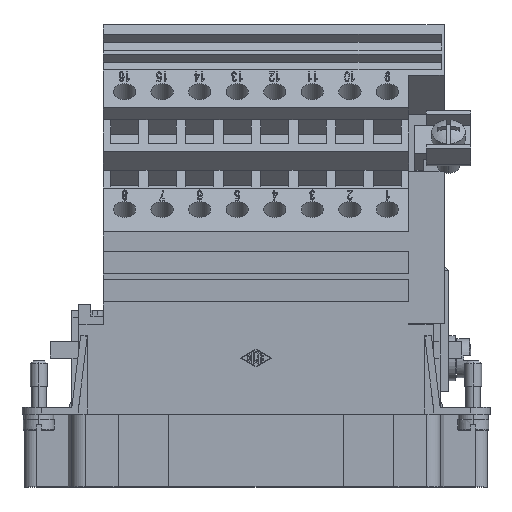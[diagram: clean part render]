
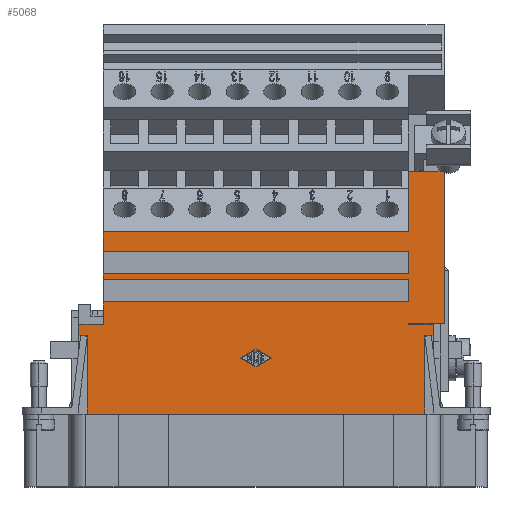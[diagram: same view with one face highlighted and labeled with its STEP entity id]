
A CAD part, top view. The second image highlights one B-rep face of the part: STEP entity #5068.
In plain terms, the highlighted planar face has unit normal (0, 0, 1).
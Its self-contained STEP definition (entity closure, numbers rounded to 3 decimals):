
#4066=CARTESIAN_POINT('',(-2.709,10.0,17.0));
#4067=VERTEX_POINT('',#4066);
#4074=CARTESIAN_POINT('',(0.,8.438,17.0));
#4075=VERTEX_POINT('',#4074);
#4076=CARTESIAN_POINT('',(0.,8.438,17.0));
#4077=DIRECTION('',(-0.866,0.5,0.0));
#4078=VECTOR('',#4077,3.127);
#4079=LINE('',#4076,#4078);
#4080=EDGE_CURVE('',#4075,#4067,#4079,.T.);
#4104=CARTESIAN_POINT('',(0.,11.562,17.0));
#4105=VERTEX_POINT('',#4104);
#4112=CARTESIAN_POINT('',(-2.709,10.0,17.0));
#4113=DIRECTION('',(0.866,0.5,0.0));
#4114=VECTOR('',#4113,3.127);
#4115=LINE('',#4112,#4114);
#4116=EDGE_CURVE('',#4067,#4105,#4115,.T.);
#4135=CARTESIAN_POINT('',(2.709,10.0,17.0));
#4136=VERTEX_POINT('',#4135);
#4143=CARTESIAN_POINT('',(0.,11.562,17.0));
#4144=DIRECTION('',(0.866,-0.5,0.0));
#4145=VECTOR('',#4144,3.127);
#4146=LINE('',#4143,#4145);
#4147=EDGE_CURVE('',#4105,#4136,#4146,.T.);
#4165=CARTESIAN_POINT('',(2.709,10.0,17.0));
#4166=DIRECTION('',(-0.866,-0.5,0.0));
#4167=VECTOR('',#4166,3.127);
#4168=LINE('',#4165,#4167);
#4169=EDGE_CURVE('',#4136,#4075,#4168,.T.);
#4831=CARTESIAN_POINT('',(-27.25,0.0,17.0));
#4832=DIRECTION('',(0.0,0.0,1.0));
#4833=DIRECTION('',(1.0,0.0,0.0));
#4834=AXIS2_PLACEMENT_3D('',#4831,#4832,#4833);
#4835=PLANE('',#4834);
#4836=CARTESIAN_POINT('',(-27.25,24.0,17.0));
#4837=VERTEX_POINT('',#4836);
#4838=CARTESIAN_POINT('',(27.25,24.0,17.0));
#4839=VERTEX_POINT('',#4838);
#4840=CARTESIAN_POINT('',(-27.25,24.0,17.0));
#4841=DIRECTION('',(1.0,0.0,0.0));
#4842=VECTOR('',#4841,54.5);
#4843=LINE('',#4840,#4842);
#4844=EDGE_CURVE('',#4837,#4839,#4843,.T.);
#4845=ORIENTED_EDGE('',*,*,#4844,.T.);
#4846=CARTESIAN_POINT('',(27.25,20.0,17.0));
#4847=VERTEX_POINT('',#4846);
#4848=CARTESIAN_POINT('',(27.25,24.0,17.0));
#4849=DIRECTION('',(0.0,-1.0,0.0));
#4850=VECTOR('',#4849,4.0);
#4851=LINE('',#4848,#4850);
#4852=EDGE_CURVE('',#4839,#4847,#4851,.T.);
#4853=ORIENTED_EDGE('',*,*,#4852,.T.);
#4854=CARTESIAN_POINT('',(-27.25,20.0,17.0));
#4855=VERTEX_POINT('',#4854);
#4856=CARTESIAN_POINT('',(27.25,20.0,17.0));
#4857=DIRECTION('',(-1.0,0.0,0.0));
#4858=VECTOR('',#4857,54.5);
#4859=LINE('',#4856,#4858);
#4860=EDGE_CURVE('',#4847,#4855,#4859,.T.);
#4861=ORIENTED_EDGE('',*,*,#4860,.T.);
#4862=CARTESIAN_POINT('',(-27.25,16.0,17.0));
#4863=VERTEX_POINT('',#4862);
#4864=CARTESIAN_POINT('',(-27.25,16.0,17.0));
#4865=DIRECTION('',(0.0,1.0,0.0));
#4866=VECTOR('',#4865,4.0);
#4867=LINE('',#4864,#4866);
#4868=EDGE_CURVE('',#4863,#4855,#4867,.T.);
#4869=ORIENTED_EDGE('',*,*,#4868,.F.);
#4870=CARTESIAN_POINT('',(-31.6,16.0,17.));
#4871=VERTEX_POINT('',#4870);
#4872=CARTESIAN_POINT('',(-27.25,16.0,17.0));
#4873=DIRECTION('',(-1.0,0.0,0.0));
#4874=VECTOR('',#4873,4.35);
#4875=LINE('',#4872,#4874);
#4876=EDGE_CURVE('',#4863,#4871,#4875,.T.);
#4877=ORIENTED_EDGE('',*,*,#4876,.T.);
#4878=CARTESIAN_POINT('',(-31.6,14.,17.));
#4879=VERTEX_POINT('',#4878);
#4880=CARTESIAN_POINT('',(-31.6,14.,17.));
#4881=DIRECTION('',(0.0,1.0,0.0));
#4882=VECTOR('',#4881,2.);
#4883=LINE('',#4880,#4882);
#4884=EDGE_CURVE('',#4879,#4871,#4883,.T.);
#4885=ORIENTED_EDGE('',*,*,#4884,.F.);
#4886=CARTESIAN_POINT('',(-31.291,14.,17.0));
#4887=VERTEX_POINT('',#4886);
#4888=CARTESIAN_POINT('',(-31.6,14.,17.));
#4889=DIRECTION('',(1.0,0.0,0.0));
#4890=VECTOR('',#4889,0.309);
#4891=LINE('',#4888,#4890);
#4892=EDGE_CURVE('',#4879,#4887,#4891,.T.);
#4893=ORIENTED_EDGE('',*,*,#4892,.T.);
#4894=CARTESIAN_POINT('',(-30.1,14.,17.0));
#4895=VERTEX_POINT('',#4894);
#4896=CARTESIAN_POINT('',(-31.291,14.,17.0));
#4897=DIRECTION('',(1.0,0.0,0.0));
#4898=VECTOR('',#4897,1.191);
#4899=LINE('',#4896,#4898);
#4900=EDGE_CURVE('',#4887,#4895,#4899,.T.);
#4901=ORIENTED_EDGE('',*,*,#4900,.T.);
#4902=CARTESIAN_POINT('',(-30.1,13.854,17.0));
#4903=VERTEX_POINT('',#4902);
#4904=CARTESIAN_POINT('',(-30.1,14.,17.0));
#4905=DIRECTION('',(0.0,-1.0,0.0));
#4906=VECTOR('',#4905,0.146);
#4907=LINE('',#4904,#4906);
#4908=EDGE_CURVE('',#4895,#4903,#4907,.T.);
#4909=ORIENTED_EDGE('',*,*,#4908,.T.);
#4910=CARTESIAN_POINT('',(-30.1,0.0,17.0));
#4911=VERTEX_POINT('',#4910);
#4912=CARTESIAN_POINT('',(-30.1,13.854,17.0));
#4913=DIRECTION('',(0.0,-1.0,0.0));
#4914=VECTOR('',#4913,13.854);
#4915=LINE('',#4912,#4914);
#4916=EDGE_CURVE('',#4903,#4911,#4915,.T.);
#4917=ORIENTED_EDGE('',*,*,#4916,.T.);
#4918=CARTESIAN_POINT('',(30.1,0.0,17.0));
#4919=VERTEX_POINT('',#4918);
#4920=CARTESIAN_POINT('',(30.1,0.0,17.0));
#4921=DIRECTION('',(-1.0,0.0,0.0));
#4922=VECTOR('',#4921,60.2);
#4923=LINE('',#4920,#4922);
#4924=EDGE_CURVE('',#4919,#4911,#4923,.T.);
#4925=ORIENTED_EDGE('',*,*,#4924,.F.);
#4926=CARTESIAN_POINT('',(30.1,13.854,17.0));
#4927=VERTEX_POINT('',#4926);
#4928=CARTESIAN_POINT('',(30.1,0.0,17.0));
#4929=DIRECTION('',(0.0,1.0,0.0));
#4930=VECTOR('',#4929,13.854);
#4931=LINE('',#4928,#4930);
#4932=EDGE_CURVE('',#4919,#4927,#4931,.T.);
#4933=ORIENTED_EDGE('',*,*,#4932,.T.);
#4934=CARTESIAN_POINT('',(30.1,14.,17.0));
#4935=VERTEX_POINT('',#4934);
#4936=CARTESIAN_POINT('',(30.1,13.854,17.0));
#4937=DIRECTION('',(0.0,1.0,0.0));
#4938=VECTOR('',#4937,0.146);
#4939=LINE('',#4936,#4938);
#4940=EDGE_CURVE('',#4927,#4935,#4939,.T.);
#4941=ORIENTED_EDGE('',*,*,#4940,.T.);
#4942=CARTESIAN_POINT('',(31.291,14.,17.0));
#4943=VERTEX_POINT('',#4942);
#4944=CARTESIAN_POINT('',(30.1,14.,17.0));
#4945=DIRECTION('',(1.0,0.0,0.0));
#4946=VECTOR('',#4945,1.191);
#4947=LINE('',#4944,#4946);
#4948=EDGE_CURVE('',#4935,#4943,#4947,.T.);
#4949=ORIENTED_EDGE('',*,*,#4948,.T.);
#4950=CARTESIAN_POINT('',(31.6,14.,17.));
#4951=VERTEX_POINT('',#4950);
#4952=CARTESIAN_POINT('',(31.291,14.,17.0));
#4953=DIRECTION('',(1.0,0.0,0.0));
#4954=VECTOR('',#4953,0.309);
#4955=LINE('',#4952,#4954);
#4956=EDGE_CURVE('',#4943,#4951,#4955,.T.);
#4957=ORIENTED_EDGE('',*,*,#4956,.T.);
#4958=CARTESIAN_POINT('',(31.6,16.0,17.0));
#4959=VERTEX_POINT('',#4958);
#4960=CARTESIAN_POINT('',(31.6,14.,17.));
#4961=DIRECTION('',(0.0,1.0,0.0));
#4962=VECTOR('',#4961,2.);
#4963=LINE('',#4960,#4962);
#4964=EDGE_CURVE('',#4951,#4959,#4963,.T.);
#4965=ORIENTED_EDGE('',*,*,#4964,.T.);
#4966=CARTESIAN_POINT('',(27.25,16.0,17.0));
#4967=VERTEX_POINT('',#4966);
#4968=CARTESIAN_POINT('',(31.6,16.0,17.0));
#4969=DIRECTION('',(-1.0,0.0,0.0));
#4970=VECTOR('',#4969,4.35);
#4971=LINE('',#4968,#4970);
#4972=EDGE_CURVE('',#4959,#4967,#4971,.T.);
#4973=ORIENTED_EDGE('',*,*,#4972,.T.);
#4974=CARTESIAN_POINT('',(27.25,16.2,17.0));
#4975=VERTEX_POINT('',#4974);
#4976=CARTESIAN_POINT('',(27.25,16.2,17.0));
#4977=DIRECTION('',(0.0,-1.0,0.0));
#4978=VECTOR('',#4977,0.2);
#4979=LINE('',#4976,#4978);
#4980=EDGE_CURVE('',#4975,#4967,#4979,.T.);
#4981=ORIENTED_EDGE('',*,*,#4980,.F.);
#4982=CARTESIAN_POINT('',(33.55,16.2,17.0));
#4983=VERTEX_POINT('',#4982);
#4984=CARTESIAN_POINT('',(33.55,16.2,17.0));
#4985=DIRECTION('',(-1.0,0.0,0.0));
#4986=VECTOR('',#4985,6.3);
#4987=LINE('',#4984,#4986);
#4988=EDGE_CURVE('',#4983,#4975,#4987,.T.);
#4989=ORIENTED_EDGE('',*,*,#4988,.F.);
#4990=CARTESIAN_POINT('',(33.55,43.2,17.));
#4991=VERTEX_POINT('',#4990);
#4992=CARTESIAN_POINT('',(33.55,43.2,17.));
#4993=DIRECTION('',(0.0,-1.0,0.0));
#4994=VECTOR('',#4993,27.);
#4995=LINE('',#4992,#4994);
#4996=EDGE_CURVE('',#4991,#4983,#4995,.T.);
#4997=ORIENTED_EDGE('',*,*,#4996,.F.);
#4998=CARTESIAN_POINT('',(27.25,43.2,17.));
#4999=VERTEX_POINT('',#4998);
#5000=CARTESIAN_POINT('',(33.55,43.2,17.));
#5001=DIRECTION('',(-1.0,0.0,0.0));
#5002=VECTOR('',#5001,6.3);
#5003=LINE('',#5000,#5002);
#5004=EDGE_CURVE('',#4991,#4999,#5003,.T.);
#5005=ORIENTED_EDGE('',*,*,#5004,.T.);
#5006=CARTESIAN_POINT('',(27.25,32.5,17.));
#5007=VERTEX_POINT('',#5006);
#5008=CARTESIAN_POINT('',(27.25,43.2,17.));
#5009=DIRECTION('',(0.0,-1.0,0.0));
#5010=VECTOR('',#5009,10.7);
#5011=LINE('',#5008,#5010);
#5012=EDGE_CURVE('',#4999,#5007,#5011,.T.);
#5013=ORIENTED_EDGE('',*,*,#5012,.T.);
#5014=CARTESIAN_POINT('',(-27.25,32.5,17.));
#5015=VERTEX_POINT('',#5014);
#5016=CARTESIAN_POINT('',(27.25,32.5,17.));
#5017=DIRECTION('',(-1.0,0.0,0.0));
#5018=VECTOR('',#5017,54.5);
#5019=LINE('',#5016,#5018);
#5020=EDGE_CURVE('',#5007,#5015,#5019,.T.);
#5021=ORIENTED_EDGE('',*,*,#5020,.T.);
#5022=CARTESIAN_POINT('',(-27.25,29.0,17.0));
#5023=VERTEX_POINT('',#5022);
#5024=CARTESIAN_POINT('',(-27.25,29.0,17.0));
#5025=DIRECTION('',(0.0,1.0,0.0));
#5026=VECTOR('',#5025,3.5);
#5027=LINE('',#5024,#5026);
#5028=EDGE_CURVE('',#5023,#5015,#5027,.T.);
#5029=ORIENTED_EDGE('',*,*,#5028,.F.);
#5030=CARTESIAN_POINT('',(27.25,29.0,17.0));
#5031=VERTEX_POINT('',#5030);
#5032=CARTESIAN_POINT('',(-27.25,29.0,17.0));
#5033=DIRECTION('',(1.0,0.0,0.0));
#5034=VECTOR('',#5033,54.5);
#5035=LINE('',#5032,#5034);
#5036=EDGE_CURVE('',#5023,#5031,#5035,.T.);
#5037=ORIENTED_EDGE('',*,*,#5036,.T.);
#5038=CARTESIAN_POINT('',(27.25,25.0,17.0));
#5039=VERTEX_POINT('',#5038);
#5040=CARTESIAN_POINT('',(27.25,29.0,17.0));
#5041=DIRECTION('',(0.0,-1.0,0.0));
#5042=VECTOR('',#5041,4.0);
#5043=LINE('',#5040,#5042);
#5044=EDGE_CURVE('',#5031,#5039,#5043,.T.);
#5045=ORIENTED_EDGE('',*,*,#5044,.T.);
#5046=CARTESIAN_POINT('',(-27.25,25.0,17.0));
#5047=VERTEX_POINT('',#5046);
#5048=CARTESIAN_POINT('',(27.25,25.0,17.0));
#5049=DIRECTION('',(-1.0,0.0,0.0));
#5050=VECTOR('',#5049,54.5);
#5051=LINE('',#5048,#5050);
#5052=EDGE_CURVE('',#5039,#5047,#5051,.T.);
#5053=ORIENTED_EDGE('',*,*,#5052,.T.);
#5054=CARTESIAN_POINT('',(-27.25,24.0,17.0));
#5055=DIRECTION('',(0.0,1.0,0.0));
#5056=VECTOR('',#5055,1.0);
#5057=LINE('',#5054,#5056);
#5058=EDGE_CURVE('',#4837,#5047,#5057,.T.);
#5059=ORIENTED_EDGE('',*,*,#5058,.F.);
#5060=EDGE_LOOP('',(#4845,#4853,#4861,#4869,#4877,#4885,#4893,#4901,#4909,#4917,#4925,#4933,#4941,#4949,#4957,#4965,#4973,#4981,#4989,#4997,#5005,#5013,#5021,#5029,#5037,#5045,#5053,#5059));
#5061=FACE_OUTER_BOUND('',#5060,.T.);
#5062=ORIENTED_EDGE('',*,*,#4080,.T.);
#5063=ORIENTED_EDGE('',*,*,#4116,.T.);
#5064=ORIENTED_EDGE('',*,*,#4147,.T.);
#5065=ORIENTED_EDGE('',*,*,#4169,.T.);
#5066=EDGE_LOOP('',(#5062,#5063,#5064,#5065));
#5067=FACE_BOUND('',#5066,.T.);
#5068=ADVANCED_FACE('',(#5061,#5067),#4835,.T.);
